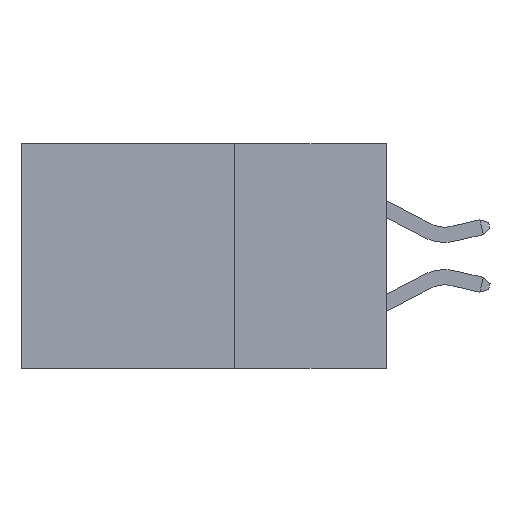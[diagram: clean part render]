
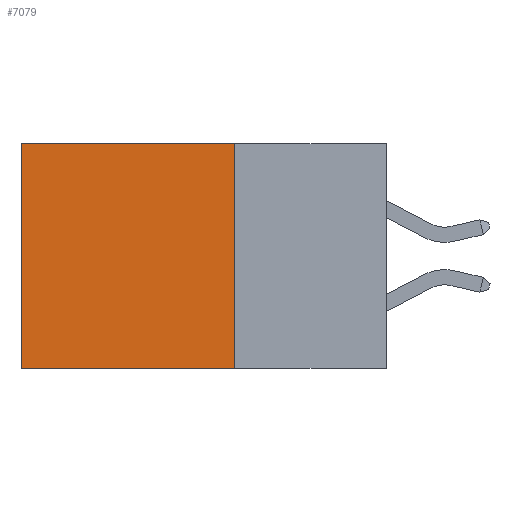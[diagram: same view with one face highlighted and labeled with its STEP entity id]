
A CAD part, left-side view. The second image highlights one B-rep face of the part: STEP entity #7079.
In plain terms, the highlighted planar face has unit normal (-1, 0, 0).
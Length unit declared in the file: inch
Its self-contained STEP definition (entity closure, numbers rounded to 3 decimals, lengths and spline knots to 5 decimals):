
#54 = LINE ( 'NONE', #13944, #15811 ) ;
#1204 = CARTESIAN_POINT ( 'NONE',  ( 0.2615, 0.25, -0.37 ) ) ;
#1823 = ORIENTED_EDGE ( 'NONE', *, *, #5787, .T. ) ;
#2502 = VECTOR ( 'NONE', #9583, 39.37008 ) ;
#3626 = ORIENTED_EDGE ( 'NONE', *, *, #3737, .T. ) ;
#3737 = EDGE_CURVE ( 'NONE', #23224, #19570, #21197, .T. ) ;
#4142 = VECTOR ( 'NONE', #6007, 39.37008 ) ;
#4164 = VERTEX_POINT ( 'NONE', #1204 ) ;
#5544 = CARTESIAN_POINT ( 'NONE',  ( 0.2615, 0.6, -0.37 ) ) ;
#5787 = EDGE_CURVE ( 'NONE', #26462, #23224, #54, .T. ) ;
#6007 = DIRECTION ( 'NONE',  ( 0., 0., -1. ) ) ;
#6230 = CARTESIAN_POINT ( 'NONE',  ( 0.2615, 0.6, -0.37 ) ) ;
#7079 = ADVANCED_FACE ( 'NONE', ( #19415 ), #22354, .F. ) ;
#7204 = LINE ( 'NONE', #7367, #17262 ) ;
#7367 = CARTESIAN_POINT ( 'NONE',  ( 0.2615, 0.25, -0.37 ) ) ;
#7469 = CARTESIAN_POINT ( 'NONE',  ( 0.2615, 0.25, -0.37 ) ) ;
#9583 = DIRECTION ( 'NONE',  ( 0., 0., -1. ) ) ;
#9646 = DIRECTION ( 'NONE',  ( 1., 0., 0. ) ) ;
#13243 = LINE ( 'NONE', #24382, #2502 ) ;
#13944 = CARTESIAN_POINT ( 'NONE',  ( 0.2615, 0.25, 0. ) ) ;
#15811 = VECTOR ( 'NONE', #24510, 39.37008 ) ;
#17262 = VECTOR ( 'NONE', #26408, 39.37008 ) ;
#18038 = EDGE_LOOP ( 'NONE', ( #3626, #23411, #25148, #1823 ) ) ;
#18826 = EDGE_CURVE ( 'NONE', #4164, #19570, #7204, .T. ) ;
#19118 = CARTESIAN_POINT ( 'NONE',  ( 0.2615, 0.25, 0. ) ) ;
#19415 = FACE_OUTER_BOUND ( 'NONE', #18038, .T. ) ;
#19570 = VERTEX_POINT ( 'NONE', #5544 ) ;
#21197 = LINE ( 'NONE', #6230, #4142 ) ;
#21990 = AXIS2_PLACEMENT_3D ( 'NONE', #7469, #9646, #24444 ) ;
#22354 = PLANE ( 'NONE',  #21990 ) ;
#23224 = VERTEX_POINT ( 'NONE', #27314 ) ;
#23411 = ORIENTED_EDGE ( 'NONE', *, *, #18826, .F. ) ;
#24382 = CARTESIAN_POINT ( 'NONE',  ( 0.2615, 0.25, -0.37 ) ) ;
#24444 = DIRECTION ( 'NONE',  ( 0., 0., -1. ) ) ;
#24510 = DIRECTION ( 'NONE',  ( 0., 1., 0. ) ) ;
#25148 = ORIENTED_EDGE ( 'NONE', *, *, #26879, .F. ) ;
#26408 = DIRECTION ( 'NONE',  ( 0., 1., 0. ) ) ;
#26462 = VERTEX_POINT ( 'NONE', #19118 ) ;
#26879 = EDGE_CURVE ( 'NONE', #26462, #4164, #13243, .T. ) ;
#27314 = CARTESIAN_POINT ( 'NONE',  ( 0.2615, 0.6, 0. ) ) ;
